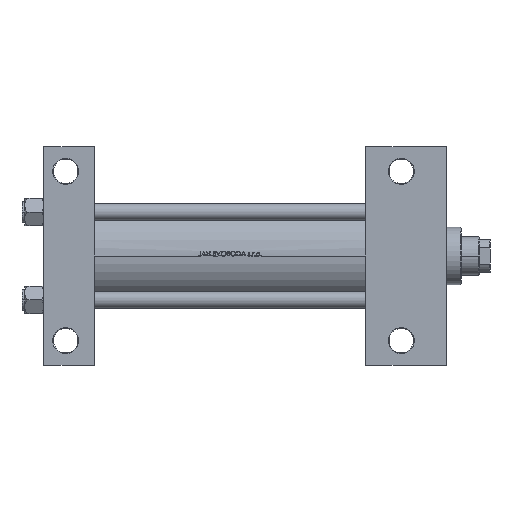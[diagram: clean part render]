
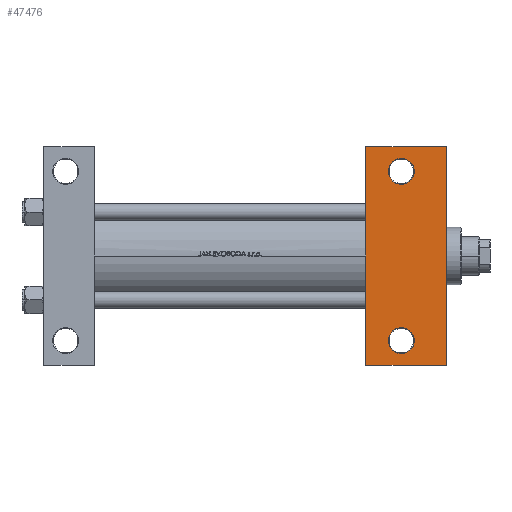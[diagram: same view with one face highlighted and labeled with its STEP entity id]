
A CAD part, front view. The second image highlights one B-rep face of the part: STEP entity #47476.
In plain terms, the highlighted face is planar.
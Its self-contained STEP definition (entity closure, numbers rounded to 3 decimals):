
#1269 = VERTEX_POINT ( 'NONE', #33762 ) ;
#1634 = DIRECTION ( 'NONE',  ( 0., 0., 1. ) ) ;
#1768 = CARTESIAN_POINT ( 'NONE',  ( 252.5, 62., -45. ) ) ;
#1943 = AXIS2_PLACEMENT_3D ( 'NONE', #41880, #33932, #45023 ) ;
#3547 = EDGE_LOOP ( 'NONE', ( #27354, #40617, #46567, #24864 ) ) ;
#3838 = CIRCLE ( 'NONE', #17687, 9.5 ) ;
#4354 = CARTESIAN_POINT ( 'NONE',  ( 236., 45., -45. ) ) ;
#4819 = DIRECTION ( 'NONE',  ( 0., 0., 1. ) ) ;
#5377 = CIRCLE ( 'NONE', #19989, 9.5 ) ;
#5766 = ORIENTED_EDGE ( 'NONE', *, *, #17404, .T. ) ;
#6336 = CARTESIAN_POINT ( 'NONE',  ( 236., 80., -45. ) ) ;
#7284 = CARTESIAN_POINT ( 'NONE',  ( 295., -80., -45. ) ) ;
#8773 = EDGE_CURVE ( 'NONE', #29005, #30081, #5377, .T. ) ;
#10542 = VERTEX_POINT ( 'NONE', #16481 ) ;
#11020 = CARTESIAN_POINT ( 'NONE',  ( 295., 45., -45. ) ) ;
#11479 = FACE_OUTER_BOUND ( 'NONE', #3547, .T. ) ;
#11571 = DIRECTION ( 'NONE',  ( 0., 0., 1. ) ) ;
#12299 = EDGE_CURVE ( 'NONE', #30081, #29005, #3838, .T. ) ;
#12533 = EDGE_LOOP ( 'NONE', ( #35423, #20946 ) ) ;
#14797 = DIRECTION ( 'NONE',  ( 0., -1., 0. ) ) ;
#14955 = DIRECTION ( 'NONE',  ( -1., 0., 0. ) ) ;
#15647 = CARTESIAN_POINT ( 'NONE',  ( 262., 62., -45. ) ) ;
#16481 = CARTESIAN_POINT ( 'NONE',  ( 295., 80., -45. ) ) ;
#17404 = EDGE_CURVE ( 'NONE', #29382, #1269, #28603, .T. ) ;
#17687 = AXIS2_PLACEMENT_3D ( 'NONE', #15647, #4819, #14955 ) ;
#17890 = EDGE_CURVE ( 'NONE', #10542, #35463, #47120, .T. ) ;
#17899 = ORIENTED_EDGE ( 'NONE', *, *, #24871, .T. ) ;
#18560 = DIRECTION ( 'NONE',  ( -1., 0., 0. ) ) ;
#19039 = DIRECTION ( 'NONE',  ( 0., -1., 0. ) ) ;
#19494 = VERTEX_POINT ( 'NONE', #20156 ) ;
#19989 = AXIS2_PLACEMENT_3D ( 'NONE', #40508, #11571, #18560 ) ;
#20156 = CARTESIAN_POINT ( 'NONE',  ( 236., -80., -45. ) ) ;
#20623 = LINE ( 'NONE', #27383, #23500 ) ;
#20946 = ORIENTED_EDGE ( 'NONE', *, *, #8773, .T. ) ;
#21639 = AXIS2_PLACEMENT_3D ( 'NONE', #11020, #25712, #22080 ) ;
#22080 = DIRECTION ( 'NONE',  ( -1., 0., 0. ) ) ;
#22204 = EDGE_CURVE ( 'NONE', #35463, #19494, #25826, .T. ) ;
#22699 = CIRCLE ( 'NONE', #1943, 9.5 ) ;
#23500 = VECTOR ( 'NONE', #24246, 1000. ) ;
#24246 = DIRECTION ( 'NONE',  ( 1., 0., 0. ) ) ;
#24864 = ORIENTED_EDGE ( 'NONE', *, *, #22204, .T. ) ;
#24871 = EDGE_CURVE ( 'NONE', #1269, #29382, #22699, .T. ) ;
#24961 = VECTOR ( 'NONE', #32821, 1000. ) ;
#25712 = DIRECTION ( 'NONE',  ( 0., 0., -1. ) ) ;
#25826 = LINE ( 'NONE', #29673, #24961 ) ;
#26234 = EDGE_CURVE ( 'NONE', #41943, #10542, #20623, .T. ) ;
#27354 = ORIENTED_EDGE ( 'NONE', *, *, #32608, .F. ) ;
#27383 = CARTESIAN_POINT ( 'NONE',  ( 236., 80., -45. ) ) ;
#27872 = VECTOR ( 'NONE', #14797, 1000. ) ;
#28603 = CIRCLE ( 'NONE', #40919, 9.5 ) ;
#29005 = VERTEX_POINT ( 'NONE', #47667 ) ;
#29334 = FACE_BOUND ( 'NONE', #12533, .T. ) ;
#29382 = VERTEX_POINT ( 'NONE', #29987 ) ;
#29673 = CARTESIAN_POINT ( 'NONE',  ( 236., -80., -45. ) ) ;
#29987 = CARTESIAN_POINT ( 'NONE',  ( 271.5, -62., -45. ) ) ;
#30081 = VERTEX_POINT ( 'NONE', #1768 ) ;
#30549 = VECTOR ( 'NONE', #19039, 1000. ) ;
#30656 = EDGE_LOOP ( 'NONE', ( #17899, #5766 ) ) ;
#32608 = EDGE_CURVE ( 'NONE', #41943, #19494, #37375, .T. ) ;
#32821 = DIRECTION ( 'NONE',  ( -1., 0., 0. ) ) ;
#33762 = CARTESIAN_POINT ( 'NONE',  ( 252.5, -62., -45. ) ) ;
#33932 = DIRECTION ( 'NONE',  ( 0., 0., 1. ) ) ;
#35423 = ORIENTED_EDGE ( 'NONE', *, *, #12299, .T. ) ;
#35463 = VERTEX_POINT ( 'NONE', #7284 ) ;
#37270 = FACE_BOUND ( 'NONE', #30656, .T. ) ;
#37375 = LINE ( 'NONE', #4354, #30549 ) ;
#39882 = CARTESIAN_POINT ( 'NONE',  ( 295., 45., -45. ) ) ;
#40508 = CARTESIAN_POINT ( 'NONE',  ( 262., 62., -45. ) ) ;
#40617 = ORIENTED_EDGE ( 'NONE', *, *, #26234, .T. ) ;
#40919 = AXIS2_PLACEMENT_3D ( 'NONE', #46460, #1634, #45498 ) ;
#41880 = CARTESIAN_POINT ( 'NONE',  ( 262., -62., -45. ) ) ;
#41943 = VERTEX_POINT ( 'NONE', #6336 ) ;
#44043 = PLANE ( 'NONE',  #21639 ) ;
#45023 = DIRECTION ( 'NONE',  ( -1., 0., 0. ) ) ;
#45498 = DIRECTION ( 'NONE',  ( -1., 0., 0. ) ) ;
#46460 = CARTESIAN_POINT ( 'NONE',  ( 262., -62., -45. ) ) ;
#46567 = ORIENTED_EDGE ( 'NONE', *, *, #17890, .T. ) ;
#47120 = LINE ( 'NONE', #39882, #27872 ) ;
#47476 = ADVANCED_FACE ( 'NONE', ( #29334, #37270, #11479 ), #44043, .T. ) ;
#47667 = CARTESIAN_POINT ( 'NONE',  ( 271.5, 62., -45. ) ) ;
